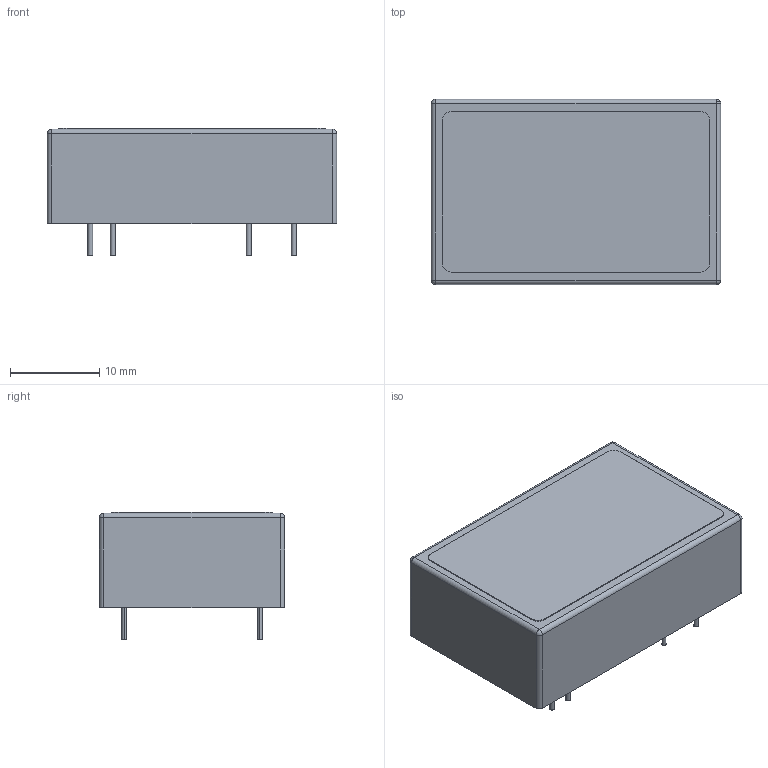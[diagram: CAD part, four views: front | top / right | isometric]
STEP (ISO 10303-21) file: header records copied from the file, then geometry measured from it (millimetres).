
FILE_DESCRIPTION((''),'2;1');
FILE_NAME('DCDC_TRACO_TEL5.stp','2012-05-08T09:11:48',(''),(''),'Mechanical Desktop 2011','Mechanical Desktop 2011',', , ');
FILE_SCHEMA(('AUTOMOTIVE_DESIGN { 1 2 10303 214 1 1 1 1 }'));
Length unit declared in the file: millimetre
Products named in the file (1): Product
Bounding box: 32.5 x 20.8 x 14.3 mm (x, y, z)
Volume: 7218.4 mm3; surface area: 3590.9 mm2
Topology: 10 solids, 10 shells, 61 faces, 114 edges, 71 vertices
Faces by surface type: cylinder 28, plane 28, sphere 5
Entity records: 1568 total; most frequent: DIRECTION 296, CARTESIAN_POINT 245, ORIENTED_EDGE 224, AXIS2_PLACEMENT_3D 122, EDGE_CURVE 112, VERTEX_POINT 71, EDGE_LOOP 61, FACE_OUTER_BOUND 61
